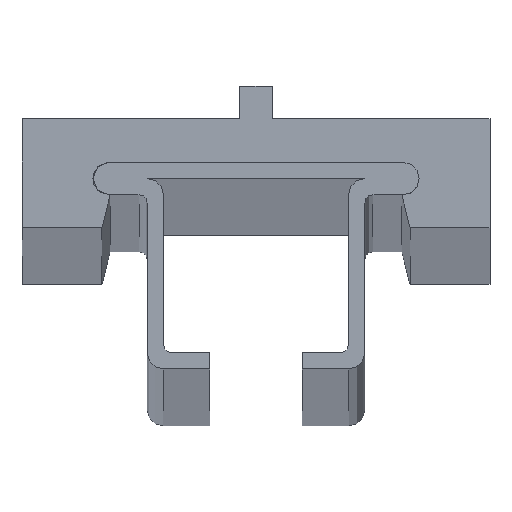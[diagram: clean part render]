
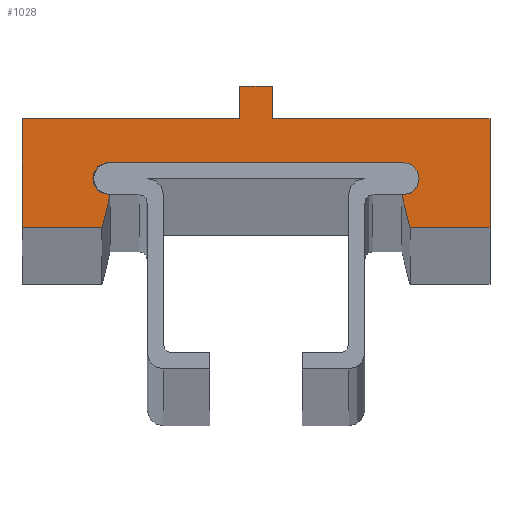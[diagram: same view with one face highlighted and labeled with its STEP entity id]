
A CAD part, top view. The second image highlights one B-rep face of the part: STEP entity #1028.
In plain terms, the highlighted planar face has unit normal (0, 0, 1).
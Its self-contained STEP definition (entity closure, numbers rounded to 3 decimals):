
#12 = VERTEX_POINT ( 'NONE', #1721 ) ;
#35 = DIRECTION ( 'NONE',  ( -1., 0., 0. ) ) ;
#41 = ORIENTED_EDGE ( 'NONE', *, *, #721, .T. ) ;
#49 = CARTESIAN_POINT ( 'NONE',  ( -1.5, 0., 0. ) ) ;
#53 = VECTOR ( 'NONE', #35, 1000. ) ;
#89 = DIRECTION ( 'NONE',  ( 0., -1., 0. ) ) ;
#98 = VECTOR ( 'NONE', #1590, 1000. ) ;
#100 = CARTESIAN_POINT ( 'NONE',  ( -21.5, 0., 0. ) ) ;
#117 = EDGE_CURVE ( 'NONE', #1725, #12, #1050, .T. ) ;
#151 = ORIENTED_EDGE ( 'NONE', *, *, #672, .T. ) ;
#183 = LINE ( 'NONE', #189, #249 ) ;
#186 = DIRECTION ( 'NONE',  ( -1., 0., 0. ) ) ;
#189 = CARTESIAN_POINT ( 'NONE',  ( 21.5, 0., 0. ) ) ;
#197 = ORIENTED_EDGE ( 'NONE', *, *, #387, .T. ) ;
#235 = CARTESIAN_POINT ( 'NONE',  ( 1.5, 0., 0. ) ) ;
#249 = VECTOR ( 'NONE', #738, 1000. ) ;
#252 = DIRECTION ( 'NONE',  ( -1., 0., 0. ) ) ;
#255 = LINE ( 'NONE', #799, #368 ) ;
#282 = VERTEX_POINT ( 'NONE', #1549 ) ;
#332 = LINE ( 'NONE', #1030, #1107 ) ;
#342 = CIRCLE ( 'NONE', #1494, 1.5 ) ;
#347 = CARTESIAN_POINT ( 'NONE',  ( -1.5, 3., 0. ) ) ;
#360 = DIRECTION ( 'NONE',  ( 0., 0., -1. ) ) ;
#368 = VECTOR ( 'NONE', #1348, 1000. ) ;
#387 = EDGE_CURVE ( 'NONE', #1310, #947, #1153, .T. ) ;
#440 = CARTESIAN_POINT ( 'NONE',  ( 14.15, -10., 0. ) ) ;
#450 = CARTESIAN_POINT ( 'NONE',  ( -21.5, 0., 0. ) ) ;
#485 = AXIS2_PLACEMENT_3D ( 'NONE', #1077, #1533, #1372 ) ;
#522 = ORIENTED_EDGE ( 'NONE', *, *, #1275, .T. ) ;
#532 = ORIENTED_EDGE ( 'NONE', *, *, #1167, .T. ) ;
#542 = CARTESIAN_POINT ( 'NONE',  ( -13.5, -4., 0. ) ) ;
#548 = CARTESIAN_POINT ( 'NONE',  ( -14.15, -10., 0. ) ) ;
#559 = CARTESIAN_POINT ( 'NONE',  ( 13.5, -4., 0. ) ) ;
#601 = CARTESIAN_POINT ( 'NONE',  ( 13.5, -5.5, 0. ) ) ;
#602 = CIRCLE ( 'NONE', #987, 1.5 ) ;
#618 = VERTEX_POINT ( 'NONE', #559 ) ;
#656 = CARTESIAN_POINT ( 'NONE',  ( -21.5, -10., 0. ) ) ;
#672 = EDGE_CURVE ( 'NONE', #12, #1598, #1647, .T. ) ;
#673 = LINE ( 'NONE', #1210, #762 ) ;
#677 = VERTEX_POINT ( 'NONE', #819 ) ;
#678 = DIRECTION ( 'NONE',  ( 0., -1., 0. ) ) ;
#689 = CARTESIAN_POINT ( 'NONE',  ( -13.5, -5.5, 0. ) ) ;
#698 = ORIENTED_EDGE ( 'NONE', *, *, #712, .T. ) ;
#712 = EDGE_CURVE ( 'NONE', #1061, #618, #1625, .T. ) ;
#716 = AXIS2_PLACEMENT_3D ( 'NONE', #985, #360, #186 ) ;
#721 = EDGE_CURVE ( 'NONE', #1762, #1725, #255, .T. ) ;
#727 = EDGE_CURVE ( 'NONE', #1738, #1021, #673, .T. ) ;
#733 = DIRECTION ( 'NONE',  ( 1., 0., 0. ) ) ;
#738 = DIRECTION ( 'NONE',  ( -1., 0., 0. ) ) ;
#762 = VECTOR ( 'NONE', #1650, 1000. ) ;
#763 = ORIENTED_EDGE ( 'NONE', *, *, #1474, .T. ) ;
#781 = DIRECTION ( 'NONE',  ( 0., 1., 0. ) ) ;
#799 = CARTESIAN_POINT ( 'NONE',  ( 14.15, -10., 0. ) ) ;
#819 = CARTESIAN_POINT ( 'NONE',  ( -13.4, -6.997, 0. ) ) ;
#835 = LINE ( 'NONE', #450, #53 ) ;
#839 = CARTESIAN_POINT ( 'NONE',  ( 13.4, -6.997, 0. ) ) ;
#849 = VERTEX_POINT ( 'NONE', #100 ) ;
#915 = EDGE_CURVE ( 'NONE', #1718, #1762, #1012, .T. ) ;
#947 = VERTEX_POINT ( 'NONE', #548 ) ;
#951 = CARTESIAN_POINT ( 'NONE',  ( 21.5, 0., 0. ) ) ;
#969 = CARTESIAN_POINT ( 'NONE',  ( 1.5, 3., 0. ) ) ;
#975 = EDGE_CURVE ( 'NONE', #947, #677, #1518, .T. ) ;
#985 = CARTESIAN_POINT ( 'NONE',  ( -13.5, -5.5, 0. ) ) ;
#987 = AXIS2_PLACEMENT_3D ( 'NONE', #601, #1159, #733 ) ;
#1012 = CIRCLE ( 'NONE', #485, 1.5 ) ;
#1013 = ORIENTED_EDGE ( 'NONE', *, *, #1047, .T. ) ;
#1021 = VERTEX_POINT ( 'NONE', #347 ) ;
#1027 = CARTESIAN_POINT ( 'NONE',  ( 21.5, -10., 0. ) ) ;
#1028 = ADVANCED_FACE ( 'NONE', ( #1433 ), #1591, .F. ) ;
#1030 = CARTESIAN_POINT ( 'NONE',  ( -21.5, 0., 0. ) ) ;
#1047 = EDGE_CURVE ( 'NONE', #1021, #1300, #1484, .T. ) ;
#1050 = LINE ( 'NONE', #1027, #1763 ) ;
#1055 = ORIENTED_EDGE ( 'NONE', *, *, #915, .T. ) ;
#1061 = VERTEX_POINT ( 'NONE', #542 ) ;
#1076 = CARTESIAN_POINT ( 'NONE',  ( -13.5, -4., 0. ) ) ;
#1077 = CARTESIAN_POINT ( 'NONE',  ( 13.5, -5.5, 0. ) ) ;
#1105 = EDGE_CURVE ( 'NONE', #677, #1061, #342, .T. ) ;
#1107 = VECTOR ( 'NONE', #89, 1000. ) ;
#1140 = ORIENTED_EDGE ( 'NONE', *, *, #1344, .T. ) ;
#1147 = CARTESIAN_POINT ( 'NONE',  ( 21.5, 0., 0. ) ) ;
#1151 = ORIENTED_EDGE ( 'NONE', *, *, #727, .T. ) ;
#1153 = LINE ( 'NONE', #1717, #98 ) ;
#1159 = DIRECTION ( 'NONE',  ( 0., 0., -1. ) ) ;
#1167 = EDGE_CURVE ( 'NONE', #1300, #849, #835, .T. ) ;
#1175 = ORIENTED_EDGE ( 'NONE', *, *, #1595, .T. ) ;
#1210 = CARTESIAN_POINT ( 'NONE',  ( -1.5, 3., 0. ) ) ;
#1218 = VECTOR ( 'NONE', #1525, 1000. ) ;
#1224 = VECTOR ( 'NONE', #1260, 1000. ) ;
#1260 = DIRECTION ( 'NONE',  ( 0.242, 0.97, 0. ) ) ;
#1261 = CARTESIAN_POINT ( 'NONE',  ( 15., -5.5, 0. ) ) ;
#1275 = EDGE_CURVE ( 'NONE', #618, #1718, #602, .T. ) ;
#1292 = ORIENTED_EDGE ( 'NONE', *, *, #1105, .T. ) ;
#1300 = VERTEX_POINT ( 'NONE', #49 ) ;
#1310 = VERTEX_POINT ( 'NONE', #656 ) ;
#1338 = ORIENTED_EDGE ( 'NONE', *, *, #975, .T. ) ;
#1339 = DIRECTION ( 'NONE',  ( 1., 0., 0. ) ) ;
#1344 = EDGE_CURVE ( 'NONE', #849, #1310, #332, .T. ) ;
#1348 = DIRECTION ( 'NONE',  ( 0.242, -0.97, 0. ) ) ;
#1357 = CARTESIAN_POINT ( 'NONE',  ( -1.5, 0., 0. ) ) ;
#1372 = DIRECTION ( 'NONE',  ( 1., 0., 0. ) ) ;
#1396 = VECTOR ( 'NONE', #1339, 1000. ) ;
#1397 = CARTESIAN_POINT ( 'NONE',  ( -14.15, -10., 0. ) ) ;
#1405 = VECTOR ( 'NONE', #781, 1000. ) ;
#1433 = FACE_OUTER_BOUND ( 'NONE', #1443, .T. ) ;
#1443 = EDGE_LOOP ( 'NONE', ( #1140, #197, #1338, #1292, #698, #522, #1055, #41, #1515, #151, #1175, #763, #1151, #1013, #532 ) ) ;
#1474 = EDGE_CURVE ( 'NONE', #282, #1738, #1596, .T. ) ;
#1484 = LINE ( 'NONE', #1357, #1729 ) ;
#1494 = AXIS2_PLACEMENT_3D ( 'NONE', #689, #1641, #252 ) ;
#1515 = ORIENTED_EDGE ( 'NONE', *, *, #117, .T. ) ;
#1518 = LINE ( 'NONE', #1397, #1224 ) ;
#1525 = DIRECTION ( 'NONE',  ( 0., 1., 0. ) ) ;
#1533 = DIRECTION ( 'NONE',  ( 0., 0., -1. ) ) ;
#1549 = CARTESIAN_POINT ( 'NONE',  ( 1.5, 0., 0. ) ) ;
#1590 = DIRECTION ( 'NONE',  ( 1., 0., 0. ) ) ;
#1591 = PLANE ( 'NONE',  #716 ) ;
#1595 = EDGE_CURVE ( 'NONE', #1598, #282, #183, .T. ) ;
#1596 = LINE ( 'NONE', #235, #1405 ) ;
#1598 = VERTEX_POINT ( 'NONE', #1147 ) ;
#1621 = DIRECTION ( 'NONE',  ( 1., 0., 0. ) ) ;
#1625 = LINE ( 'NONE', #1076, #1396 ) ;
#1641 = DIRECTION ( 'NONE',  ( 0., 0., -1. ) ) ;
#1647 = LINE ( 'NONE', #951, #1218 ) ;
#1650 = DIRECTION ( 'NONE',  ( -1., 0., 0. ) ) ;
#1717 = CARTESIAN_POINT ( 'NONE',  ( -21.5, -10., 0. ) ) ;
#1718 = VERTEX_POINT ( 'NONE', #1261 ) ;
#1721 = CARTESIAN_POINT ( 'NONE',  ( 21.5, -10., 0. ) ) ;
#1725 = VERTEX_POINT ( 'NONE', #440 ) ;
#1729 = VECTOR ( 'NONE', #678, 1000. ) ;
#1738 = VERTEX_POINT ( 'NONE', #969 ) ;
#1762 = VERTEX_POINT ( 'NONE', #839 ) ;
#1763 = VECTOR ( 'NONE', #1621, 1000. ) ;
